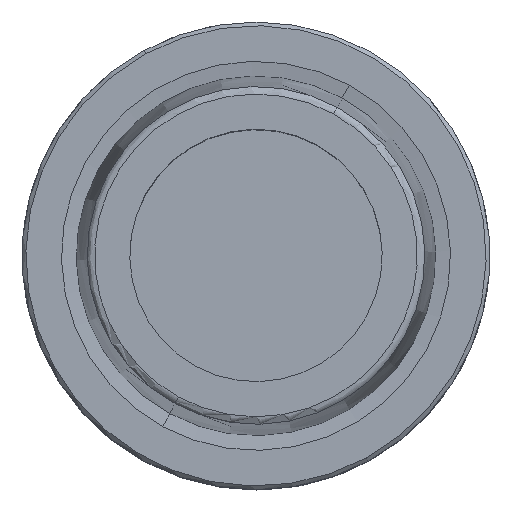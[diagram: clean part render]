
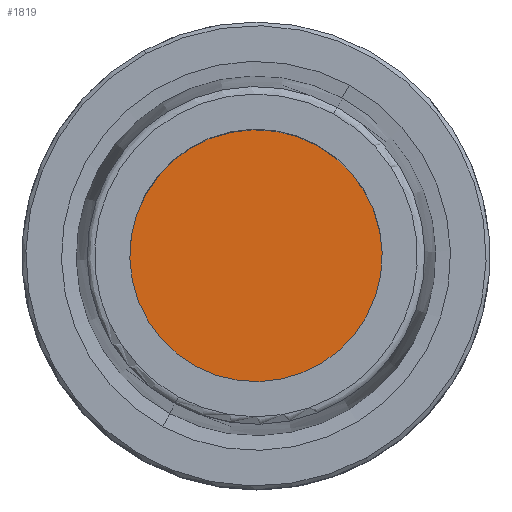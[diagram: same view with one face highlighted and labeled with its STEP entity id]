
A CAD part, top view. The second image highlights one B-rep face of the part: STEP entity #1819.
In plain terms, the highlighted planar face has unit normal (0, 0, 1).
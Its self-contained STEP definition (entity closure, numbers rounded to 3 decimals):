
#1799=AXIS2_PLACEMENT_3D('Plane Axis2P3D',#1796,#1797,#1798) ;
#1803=AXIS2_PLACEMENT_3D('Circle Axis2P3D',#1801,#1802,$) ;
#1812=AXIS2_PLACEMENT_3D('Circle Axis2P3D',#1810,#1811,$) ;
#1796=CARTESIAN_POINT('Axis2P3D Location',(0.,0.,-10.)) ;
#1801=CARTESIAN_POINT('Axis2P3D Location',(0.,0.,-10.)) ;
#1805=CARTESIAN_POINT('Vertex',(-8.15,-14.919,-10.)) ;
#1807=CARTESIAN_POINT('Vertex',(8.15,14.919,-10.)) ;
#1810=CARTESIAN_POINT('Axis2P3D Location',(0.,0.,-10.)) ;
#1797=DIRECTION('Axis2P3D Direction',(0.,0.,1.)) ;
#1798=DIRECTION('Axis2P3D XDirection',(1.,0.,0.)) ;
#1802=DIRECTION('Axis2P3D Direction',(0.,0.,1.)) ;
#1811=DIRECTION('Axis2P3D Direction',(0.,0.,1.)) ;
#1816=ORIENTED_EDGE('',*,*,#1809,.T.) ;
#1817=ORIENTED_EDGE('',*,*,#1814,.T.) ;
#1819=ADVANCED_FACE('NOCUT',(#1818),#1800,.T.) ;
#1804=CIRCLE('generated circle',#1803,17.) ;
#1813=CIRCLE('generated circle',#1812,17.) ;
#1809=EDGE_CURVE('',#1806,#1808,#1804,.T.) ;
#1814=EDGE_CURVE('',#1808,#1806,#1813,.T.) ;
#1815=EDGE_LOOP('',(#1816,#1817)) ;
#1818=FACE_OUTER_BOUND('',#1815,.T.) ;
#1800=PLANE('',#1799) ;
#1806=VERTEX_POINT('',#1805) ;
#1808=VERTEX_POINT('',#1807) ;
